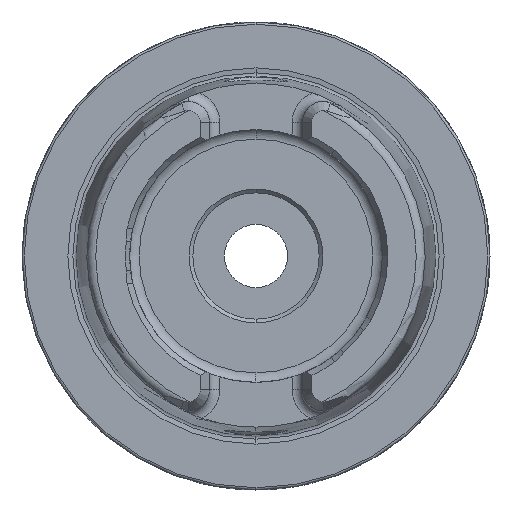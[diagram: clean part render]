
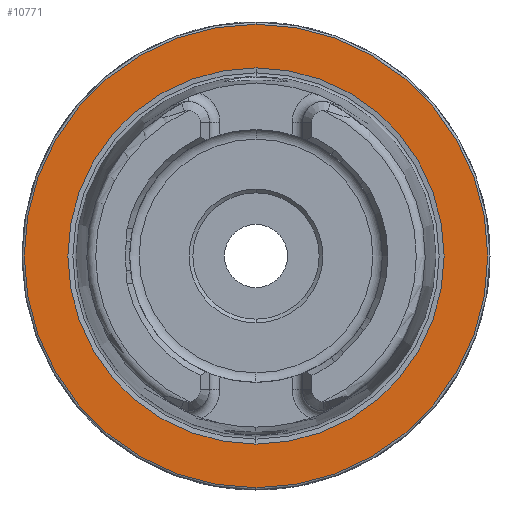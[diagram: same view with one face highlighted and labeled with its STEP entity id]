
A CAD part, left-side view. The second image highlights one B-rep face of the part: STEP entity #10771.
In plain terms, the highlighted planar face has unit normal (-1, 0, 0).
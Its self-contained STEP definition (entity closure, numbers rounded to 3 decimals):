
#286 = CARTESIAN_POINT ( 'NONE',  ( 0., 0., 25.324 ) ) ;
#768 = AXIS2_PLACEMENT_3D ( 'NONE', #9577, #10465, #2455 ) ;
#1078 = DIRECTION ( 'NONE',  ( 1., 0., 0. ) ) ;
#1766 = AXIS2_PLACEMENT_3D ( 'NONE', #3780, #1078, #4667 ) ;
#1809 = CARTESIAN_POINT ( 'NONE',  ( 0., 0., 31.2 ) ) ;
#2041 = ORIENTED_EDGE ( 'NONE', *, *, #4791, .T. ) ;
#2455 = DIRECTION ( 'NONE',  ( 0., 0., 1. ) ) ;
#2463 = CIRCLE ( 'NONE', #9682, 25.324 ) ;
#2622 = CIRCLE ( 'NONE', #768, 25.324 ) ;
#3170 = EDGE_CURVE ( 'NONE', #4819, #9763, #2463, .T. ) ;
#3655 = CIRCLE ( 'NONE', #8346, 31.2 ) ;
#3780 = CARTESIAN_POINT ( 'NONE',  ( 0., 31.2, 0. ) ) ;
#4667 = DIRECTION ( 'NONE',  ( 0., 0., -1. ) ) ;
#4791 = EDGE_CURVE ( 'NONE', #5149, #9104, #3655, .T. ) ;
#4819 = VERTEX_POINT ( 'NONE', #8395 ) ;
#5149 = VERTEX_POINT ( 'NONE', #1809 ) ;
#5839 = AXIS2_PLACEMENT_3D ( 'NONE', #9384, #8454, #10198 ) ;
#6039 = ORIENTED_EDGE ( 'NONE', *, *, #9865, .T. ) ;
#6121 = FACE_OUTER_BOUND ( 'NONE', #10602, .T. ) ;
#7009 = CIRCLE ( 'NONE', #5839, 31.2 ) ;
#7121 = ORIENTED_EDGE ( 'NONE', *, *, #3170, .F. ) ;
#7213 = DIRECTION ( 'NONE',  ( -1., 0., 0. ) ) ;
#7252 = EDGE_CURVE ( 'NONE', #9763, #4819, #2622, .T. ) ;
#7997 = DIRECTION ( 'NONE',  ( 0., 0., 1. ) ) ;
#8101 = ORIENTED_EDGE ( 'NONE', *, *, #7252, .F. ) ;
#8346 = AXIS2_PLACEMENT_3D ( 'NONE', #10289, #11189, #8434 ) ;
#8395 = CARTESIAN_POINT ( 'NONE',  ( 0., 0., -25.324 ) ) ;
#8434 = DIRECTION ( 'NONE',  ( 0., 0., 1. ) ) ;
#8454 = DIRECTION ( 'NONE',  ( -1., 0., 0. ) ) ;
#8499 = FACE_BOUND ( 'NONE', #10708, .T. ) ;
#8847 = CARTESIAN_POINT ( 'NONE',  ( 0., 0., 0. ) ) ;
#9104 = VERTEX_POINT ( 'NONE', #10653 ) ;
#9384 = CARTESIAN_POINT ( 'NONE',  ( 0., 0., 0. ) ) ;
#9577 = CARTESIAN_POINT ( 'NONE',  ( 0., 0., 0. ) ) ;
#9682 = AXIS2_PLACEMENT_3D ( 'NONE', #8847, #7213, #7997 ) ;
#9763 = VERTEX_POINT ( 'NONE', #286 ) ;
#9865 = EDGE_CURVE ( 'NONE', #9104, #5149, #7009, .T. ) ;
#9909 = PLANE ( 'NONE',  #1766 ) ;
#10198 = DIRECTION ( 'NONE',  ( 0., 0., 1. ) ) ;
#10289 = CARTESIAN_POINT ( 'NONE',  ( 0., 0., 0. ) ) ;
#10465 = DIRECTION ( 'NONE',  ( -1., 0., 0. ) ) ;
#10602 = EDGE_LOOP ( 'NONE', ( #2041, #6039 ) ) ;
#10653 = CARTESIAN_POINT ( 'NONE',  ( 0., 0., -31.2 ) ) ;
#10708 = EDGE_LOOP ( 'NONE', ( #8101, #7121 ) ) ;
#10771 = ADVANCED_FACE ( 'NONE', ( #8499, #6121 ), #9909, .F. ) ;
#11189 = DIRECTION ( 'NONE',  ( -1., 0., 0. ) ) ;
